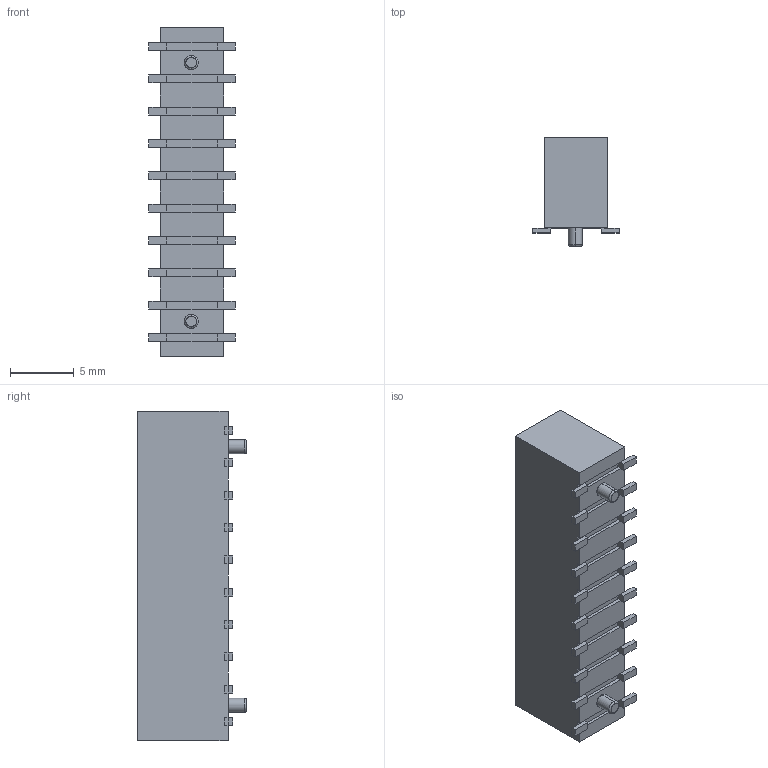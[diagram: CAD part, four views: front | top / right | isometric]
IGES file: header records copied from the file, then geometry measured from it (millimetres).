
Start section: SolidWorks IGES file using analytic representation for surfaces
Global section: file name: SMBC-1 Double Vertical.IGS; native system: SolidWorks 2014; preprocessor: SolidWorks 2014; author: ewilson; date: 140804.113159; units: inch
Bounding box: 6.78 x 8.56 x 25.88 mm (x, y, z)
Surface area: 1035.8 mm2 (no closed solid volume)
Topology: 0 solids, 0 shells, 436 faces, 2200 edges, 2200 vertices
Faces by surface type: bspline 432, revolution 4
